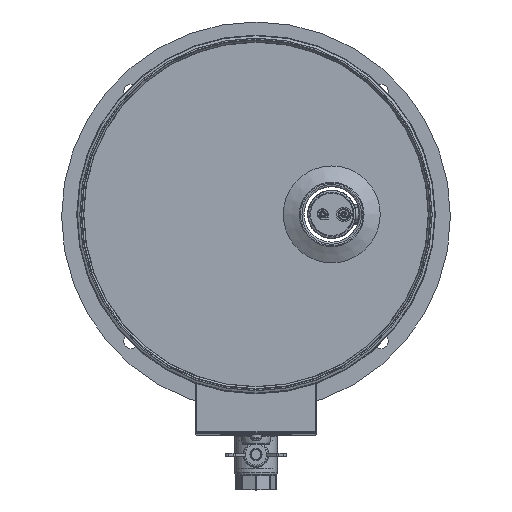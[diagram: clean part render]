
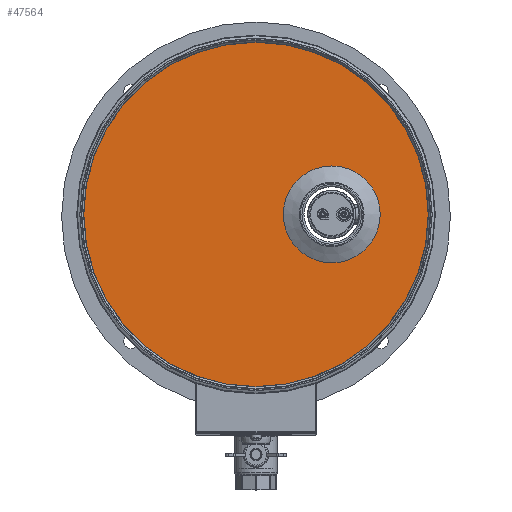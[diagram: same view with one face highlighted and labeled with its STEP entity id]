
A CAD part, top view. The second image highlights one B-rep face of the part: STEP entity #47564.
In plain terms, the highlighted planar face has unit normal (0, 0, 1).
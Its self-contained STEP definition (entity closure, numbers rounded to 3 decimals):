
#12534=PLANE('',#50620);
#29206=ORIENTED_EDGE('',*,*,#34865,.T.);
#29207=ORIENTED_EDGE('',*,*,#34866,.T.);
#34865=EDGE_CURVE('',#38538,#38538,#39556,.T.);
#34866=EDGE_CURVE('',#38539,#38539,#39557,.F.);
#38538=VERTEX_POINT('',#93106);
#38539=VERTEX_POINT('',#93108);
#39556=CIRCLE('',#50621,48.);
#39557=CIRCLE('',#50622,170.5);
#42090=EDGE_LOOP('',(#29206));
#42091=EDGE_LOOP('',(#29207));
#44745=FACE_BOUND('',#42090,.T.);
#44746=FACE_BOUND('',#42091,.T.);
#47564=ADVANCED_FACE('',(#44745,#44746),#12534,.F.);
#50620=AXIS2_PLACEMENT_3D('',#93104,#58745,#58746);
#50621=AXIS2_PLACEMENT_3D('',#93105,#58747,#58748);
#50622=AXIS2_PLACEMENT_3D('',#93107,#58749,#58750);
#58745=DIRECTION('',(0.,0.,-1.));
#58746=DIRECTION('',(-1.,0.,0.));
#58747=DIRECTION('',(0.,0.,-1.));
#58748=DIRECTION('',(-1.,0.,0.));
#58749=DIRECTION('',(0.,0.,-1.));
#58750=DIRECTION('',(-1.,0.,0.));
#93104=CARTESIAN_POINT('',(0.,0.,134.));
#93105=CARTESIAN_POINT('',(75.,0.,134.));
#93106=CARTESIAN_POINT('',(27.,0.,134.));
#93107=CARTESIAN_POINT('',(0.,0.,134.));
#93108=CARTESIAN_POINT('',(-170.5,0.,134.));
